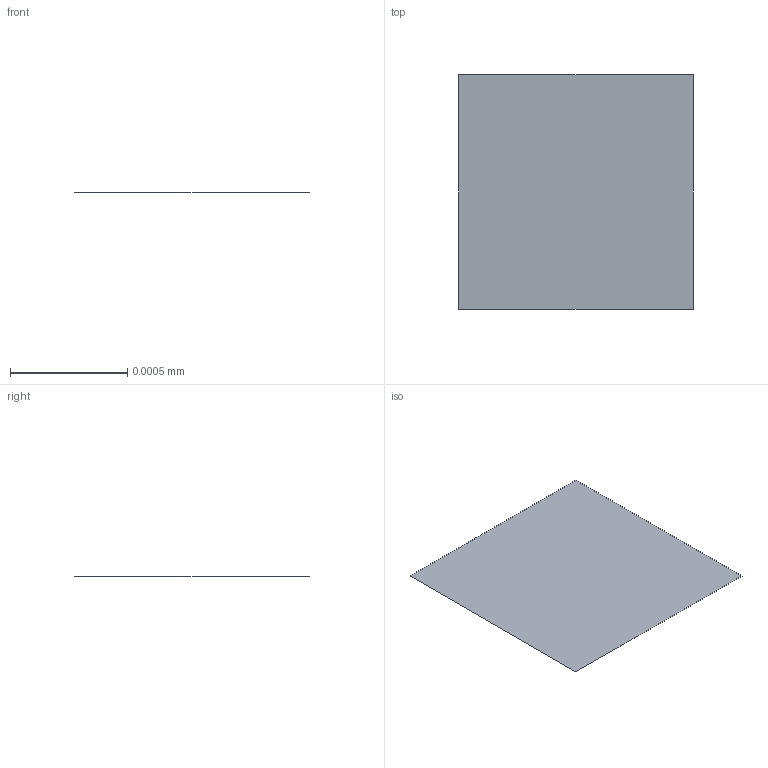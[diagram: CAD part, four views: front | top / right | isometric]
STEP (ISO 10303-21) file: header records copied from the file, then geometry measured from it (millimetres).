
FILE_DESCRIPTION (( 'STEP AP203' ), '1' );
FILE_NAME ('Part1.STEP', '2019-11-04T13:04:43', ( '' ), ( '' ), 'SwSTEP 2.0', 'SolidWorks 2019', '' );
FILE_SCHEMA (( 'CONFIG_CONTROL_DESIGN' ));
Length unit declared in the file: millimetre
Products named in the file (2): Part1
Bounding box: 0 x 0 x 0 mm (x, y, z)
Surface area: 0 mm2 (no closed solid volume)
Topology: 0 solids, 1 shells, 1 faces, 4 edges, 4 vertices
Faces by surface type: plane 1
Entity records: 203 total; most frequent: PERSON_AND_ORGANIZATION 16, CARTESIAN_POINT 11, DIRECTION 10, CALENDAR_DATE 10, PERSON_AND_ORGANIZATION_ROLE 10, COORDINATED_UNIVERSAL_TIME_OFFSET 10, LOCAL_TIME 10, CC_DESIGN_PERSON_AND_ORGANIZATION_ASSIGNMENT 10
